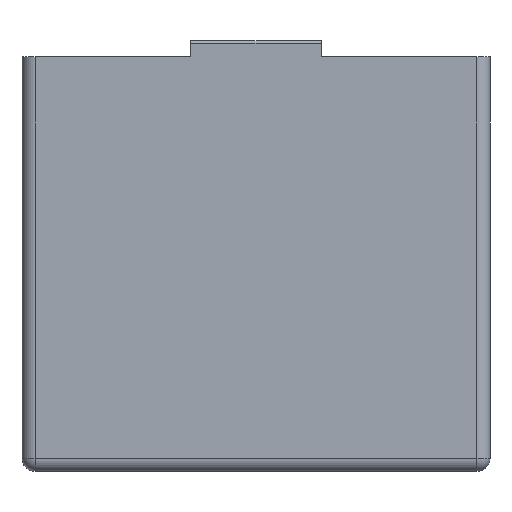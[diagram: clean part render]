
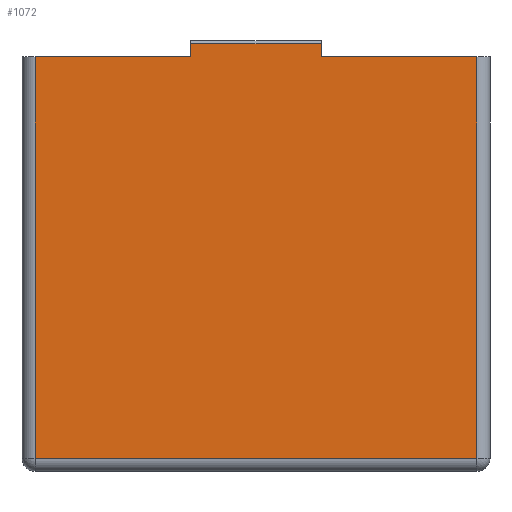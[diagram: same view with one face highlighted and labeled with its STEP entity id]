
A CAD part, front view. The second image highlights one B-rep face of the part: STEP entity #1072.
In plain terms, the highlighted planar face has unit normal (0, -1, 0).
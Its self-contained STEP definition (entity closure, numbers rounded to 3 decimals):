
#371 = VERTEX_POINT('',#372);
#372 = CARTESIAN_POINT('',(-33.9,-20.125,61.58));
#379 = EDGE_CURVE('',#371,#380,#382,.T.);
#380 = VERTEX_POINT('',#381);
#381 = CARTESIAN_POINT('',(-10.,-20.125,61.58));
#382 = LINE('',#383,#384);
#383 = CARTESIAN_POINT('',(-33.9,-20.125,61.58));
#384 = VECTOR('',#385,1.);
#385 = DIRECTION('',(1.,0.,0.));
#418 = VERTEX_POINT('',#419);
#419 = CARTESIAN_POINT('',(10.,-20.125,61.58));
#425 = EDGE_CURVE('',#418,#426,#428,.T.);
#426 = VERTEX_POINT('',#427);
#427 = CARTESIAN_POINT('',(33.9,-20.125,61.58));
#428 = LINE('',#429,#430);
#429 = CARTESIAN_POINT('',(-33.9,-20.125,61.58));
#430 = VECTOR('',#431,1.);
#431 = DIRECTION('',(1.,0.,0.));
#612 = VERTEX_POINT('',#613);
#613 = CARTESIAN_POINT('',(-10.,-20.125,63.58));
#620 = EDGE_CURVE('',#612,#380,#621,.T.);
#621 = LINE('',#622,#623);
#622 = CARTESIAN_POINT('',(-10.,-20.125,63.58));
#623 = VECTOR('',#624,1.);
#624 = DIRECTION('',(0.,0.,-1.));
#684 = VERTEX_POINT('',#685);
#685 = CARTESIAN_POINT('',(-33.9,-20.125,0.));
#694 = EDGE_CURVE('',#684,#371,#695,.T.);
#695 = LINE('',#696,#697);
#696 = CARTESIAN_POINT('',(-33.9,-20.125,31.));
#697 = VECTOR('',#698,1.);
#698 = DIRECTION('',(0.,0.,1.));
#742 = VERTEX_POINT('',#743);
#743 = CARTESIAN_POINT('',(10.,-20.125,63.58));
#750 = EDGE_CURVE('',#742,#418,#751,.T.);
#751 = LINE('',#752,#753);
#752 = CARTESIAN_POINT('',(10.,-20.125,63.58));
#753 = VECTOR('',#754,1.);
#754 = DIRECTION('',(0.,0.,-1.));
#829 = VERTEX_POINT('',#830);
#830 = CARTESIAN_POINT('',(33.9,-20.125,0.));
#837 = EDGE_CURVE('',#829,#426,#838,.T.);
#838 = LINE('',#839,#840);
#839 = CARTESIAN_POINT('',(33.9,-20.125,0.));
#840 = VECTOR('',#841,1.);
#841 = DIRECTION('',(0.,0.,1.));
#906 = EDGE_CURVE('',#684,#829,#907,.T.);
#907 = LINE('',#908,#909);
#908 = CARTESIAN_POINT('',(-33.9,-20.125,0.));
#909 = VECTOR('',#910,1.);
#910 = DIRECTION('',(1.,0.,0.));
#960 = EDGE_CURVE('',#612,#742,#961,.T.);
#961 = LINE('',#962,#963);
#962 = CARTESIAN_POINT('',(-10.,-20.125,63.58));
#963 = VECTOR('',#964,1.);
#964 = DIRECTION('',(1.,0.,0.));
#1072 = ADVANCED_FACE('',(#1073),#1083,.T.);
#1073 = FACE_BOUND('',#1074,.T.);
#1074 = EDGE_LOOP('',(#1075,#1076,#1077,#1078,#1079,#1080,#1081,#1082));
#1075 = ORIENTED_EDGE('',*,*,#379,.F.);
#1076 = ORIENTED_EDGE('',*,*,#694,.F.);
#1077 = ORIENTED_EDGE('',*,*,#906,.T.);
#1078 = ORIENTED_EDGE('',*,*,#837,.T.);
#1079 = ORIENTED_EDGE('',*,*,#425,.F.);
#1080 = ORIENTED_EDGE('',*,*,#750,.F.);
#1081 = ORIENTED_EDGE('',*,*,#960,.F.);
#1082 = ORIENTED_EDGE('',*,*,#620,.T.);
#1083 = PLANE('',#1084);
#1084 = AXIS2_PLACEMENT_3D('',#1085,#1086,#1087);
#1085 = CARTESIAN_POINT('',(0.,-20.125,31.426)
  );
#1086 = DIRECTION('',(-0.,-1.,-0.));
#1087 = DIRECTION('',(0.,0.,-1.));
